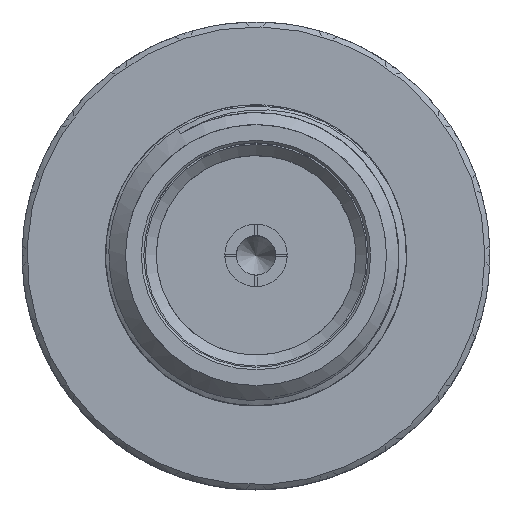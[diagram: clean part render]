
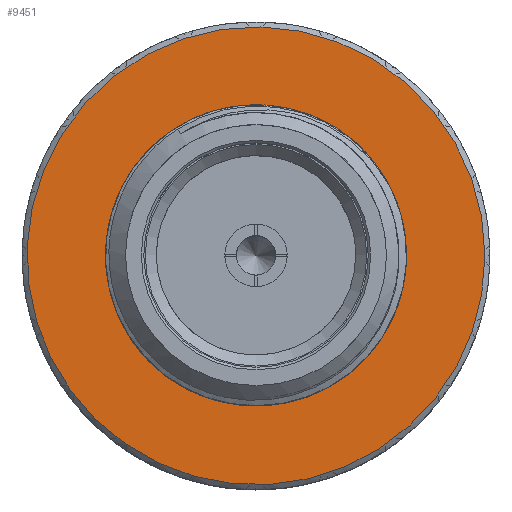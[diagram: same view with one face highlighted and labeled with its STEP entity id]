
A CAD part, top view. The second image highlights one B-rep face of the part: STEP entity #9451.
In plain terms, the highlighted planar face has unit normal (0, 0, 1).
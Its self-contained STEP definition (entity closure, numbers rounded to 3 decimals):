
#9451 = ADVANCED_FACE( '', ( #21186, #21187 ), #21188, .T. );
#21186 = FACE_OUTER_BOUND( '', #102692, .T. );
#21187 = FACE_BOUND( '', #102693, .T. );
#21188 = PLANE( '', #102694 );
#102692 = EDGE_LOOP( '', ( #186956 ) );
#102693 = EDGE_LOOP( '', ( #186957 ) );
#102694 = AXIS2_PLACEMENT_3D( '', #186958, #186959, #186960 );
#186956 = ORIENTED_EDGE( '', *, *, #208222, .T. );
#186957 = ORIENTED_EDGE( '', *, *, #210350, .F. );
#186958 = CARTESIAN_POINT( '', ( -1.55, 0., 3.9 ) );
#186959 = DIRECTION( '', ( 0., 0., 1. ) );
#186960 = DIRECTION( '', ( 1., 0., 0. ) );
#208222 = EDGE_CURVE( '', #226667, #226667, #226668, .T. );
#210350 = EDGE_CURVE( '', #229373, #229373, #229374, .T. );
#226667 = VERTEX_POINT( '', #292287 );
#226668 = CIRCLE( '', #292288, 4.65 );
#229373 = VERTEX_POINT( '', #306406 );
#229374 = CIRCLE( '', #306407, 2.65 );
#292287 = CARTESIAN_POINT( '', ( 4.65, 0., 3.9 ) );
#292288 = AXIS2_PLACEMENT_3D( '', #331444, #331445, #331446 );
#306406 = CARTESIAN_POINT( '', ( 2.65, 0., 3.9 ) );
#306407 = AXIS2_PLACEMENT_3D( '', #331915, #331916, #331917 );
#331444 = CARTESIAN_POINT( '', ( 0., 0., 3.9 ) );
#331445 = DIRECTION( '', ( 0., 0., 1. ) );
#331446 = DIRECTION( '', ( 1., 0., 0. ) );
#331915 = CARTESIAN_POINT( '', ( 0., 0., 3.9 ) );
#331916 = DIRECTION( '', ( 0., 0., 1. ) );
#331917 = DIRECTION( '', ( 1., 0., 0. ) );
